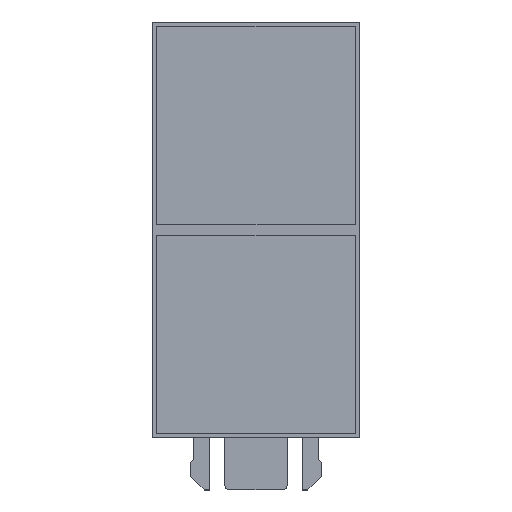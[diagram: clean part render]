
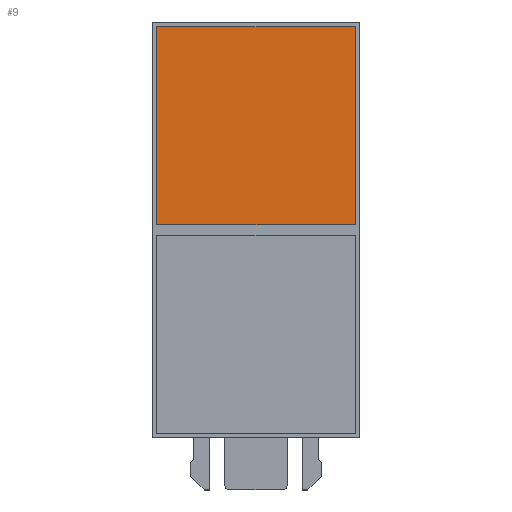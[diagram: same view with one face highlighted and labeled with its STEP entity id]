
A CAD part, top view. The second image highlights one B-rep face of the part: STEP entity #9.
In plain terms, the highlighted planar face has unit normal (0, 0, 1).
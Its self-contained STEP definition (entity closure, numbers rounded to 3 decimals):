
#9 = ADVANCED_FACE ( 'NONE', ( #1192 ), #2538, .F. ) ;
#102 = VERTEX_POINT ( 'NONE', #2408 ) ;
#105 = VERTEX_POINT ( 'NONE', #2405 ) ;
#106 = VERTEX_POINT ( 'NONE', #2404 ) ;
#108 = VERTEX_POINT ( 'NONE', #2402 ) ;
#388 = EDGE_CURVE ( 'NONE', #102, #108, #1585, .T. ) ;
#391 = EDGE_CURVE ( 'NONE', #105, #102, #1591, .T. ) ;
#393 = EDGE_CURVE ( 'NONE', #106, #105, #1595, .T. ) ;
#395 = EDGE_CURVE ( 'NONE', #108, #106, #1599, .T. ) ;
#872 = AXIS2_PLACEMENT_3D ( 'NONE', #2724, #2547, #2549 ) ;
#1166 = EDGE_LOOP ( 'NONE', ( #1698, #1655, #1701, #1703 ) ) ;
#1192 = FACE_OUTER_BOUND ( 'NONE', #1166, .T. ) ;
#1585 = LINE ( 'NONE', #2126, #1588 ) ;
#1588 = VECTOR ( 'NONE', #2101, 1000. ) ;
#1591 = LINE ( 'NONE', #2114, #1594 ) ;
#1594 = VECTOR ( 'NONE', #2110, 1000. ) ;
#1595 = LINE ( 'NONE', #2111, #1598 ) ;
#1598 = VECTOR ( 'NONE', #2129, 1000. ) ;
#1599 = LINE ( 'NONE', #2144, #1602 ) ;
#1602 = VECTOR ( 'NONE', #2066, 1000. ) ;
#1655 = ORIENTED_EDGE ( 'NONE', *, *, #395, .T. ) ;
#1698 = ORIENTED_EDGE ( 'NONE', *, *, #388, .T. ) ;
#1701 = ORIENTED_EDGE ( 'NONE', *, *, #393, .T. ) ;
#1703 = ORIENTED_EDGE ( 'NONE', *, *, #391, .T. ) ;
#2066 = DIRECTION ( 'NONE',  ( 1., 0., 0. ) ) ;
#2101 = DIRECTION ( 'NONE',  ( 0., -1., 0. ) ) ;
#2110 = DIRECTION ( 'NONE',  ( -1., 0., 0. ) ) ;
#2111 = CARTESIAN_POINT ( 'NONE',  ( 9.5, 39.45, -3. ) ) ;
#2114 = CARTESIAN_POINT ( 'NONE',  ( -9.5, 39.45, -3. ) ) ;
#2126 = CARTESIAN_POINT ( 'NONE',  ( -9.5, 20.45, -3. ) ) ;
#2129 = DIRECTION ( 'NONE',  ( 0., 1., 0. ) ) ;
#2144 = CARTESIAN_POINT ( 'NONE',  ( -9.5, 20.45, -3. ) ) ;
#2402 = CARTESIAN_POINT ( 'NONE',  ( -9.5, 20.45, -3. ) ) ;
#2404 = CARTESIAN_POINT ( 'NONE',  ( 9.5, 20.45, -3. ) ) ;
#2405 = CARTESIAN_POINT ( 'NONE',  ( 9.5, 39.45, -3. ) ) ;
#2408 = CARTESIAN_POINT ( 'NONE',  ( -9.5, 39.45, -3. ) ) ;
#2538 = PLANE ( 'NONE',  #872 ) ;
#2547 = DIRECTION ( 'NONE',  ( 0., 0., -1. ) ) ;
#2549 = DIRECTION ( 'NONE',  ( 0., 1., 0. ) ) ;
#2724 = CARTESIAN_POINT ( 'NONE',  ( 73.213, 44.065, -3. ) ) ;
